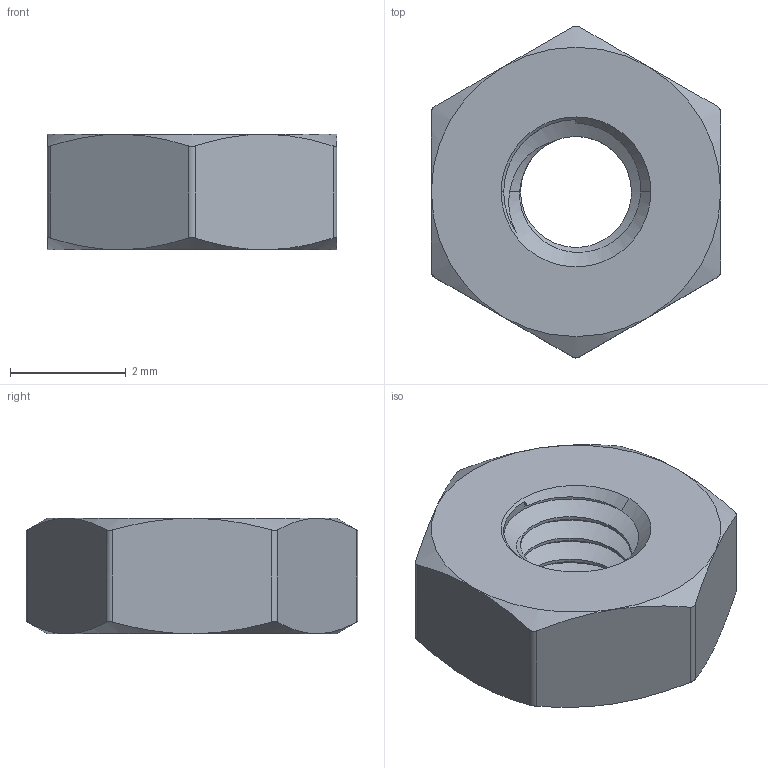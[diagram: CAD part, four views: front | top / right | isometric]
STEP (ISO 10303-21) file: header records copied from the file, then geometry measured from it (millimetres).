
FILE_DESCRIPTION (( 'STEP AP203' ), '1' );
FILE_NAME ('91828A113_18-8 Stainless Steel Hex Nut.STEP', '2023-01-31T18:38:16', ( 'Administrator' ), ( 'Managed by Terraform' ), 'SwSTEP 2.0', 'SolidWorks 2017', '' );
FILE_SCHEMA (( 'CONFIG_CONTROL_DESIGN' ));
Length unit declared in the file: millimetre
Products named in the file (1): 91828A113_18-8 Stainless Steel Hex Nut
Bounding box: 5 x 5.73 x 2 mm (x, y, z)
Volume: 35 mm3; surface area: 89 mm2
Topology: 1 solids, 1 shells, 51 faces, 134 edges, 85 vertices
Faces by surface type: cylinder 23, cone 17, plane 9, bspline 2
Entity records: 2288 total; most frequent: CARTESIAN_POINT 1130, ORIENTED_EDGE 268, DIRECTION 177, EDGE_CURVE 134, VERTEX_POINT 85, AXIS2_PLACEMENT_3D 71, EDGE_LOOP 53, FACE_OUTER_BOUND 51
